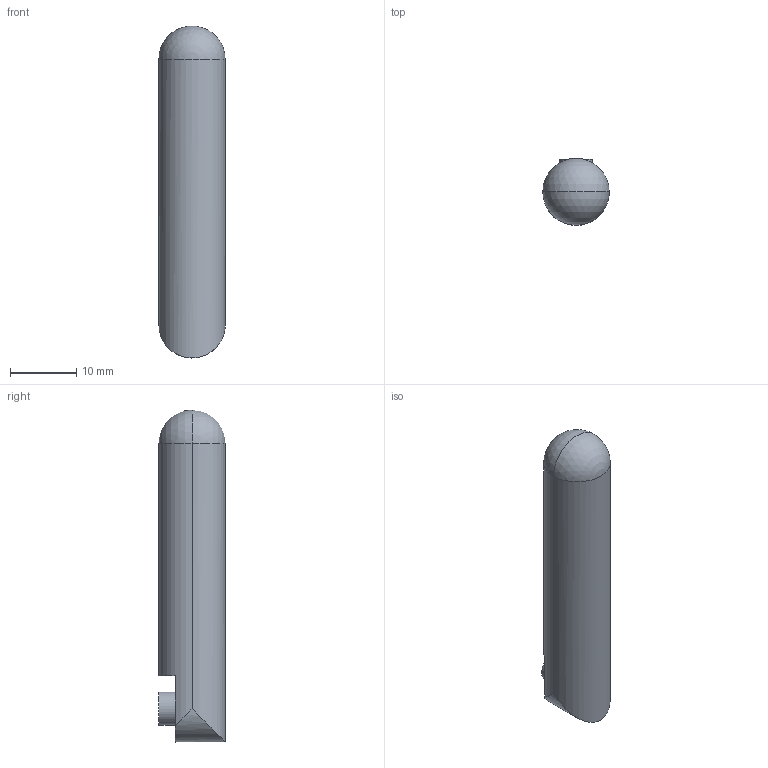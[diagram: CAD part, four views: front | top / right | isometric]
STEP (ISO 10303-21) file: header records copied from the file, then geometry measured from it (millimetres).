
FILE_DESCRIPTION (( 'STEP AP203' ), '1' );
FILE_NAME ('Part3-Assem1_Default_sldprt.STEP', '2025-11-25T22:38:35', ( '' ), ( '' ), 'SwSTEP 2.0', 'SolidWorks 2026', '' );
FILE_SCHEMA (( 'CONFIG_CONTROL_DESIGN' ));
Length unit declared in the file: millimetre
Products named in the file (1): Part3-Assem1_Default_sldprt
Bounding box: 10 x 10 x 50 mm (x, y, z)
Volume: 3639.2 mm3; surface area: 1635.9 mm2
Topology: 1 solids, 1 shells, 10 faces, 24 edges, 15 vertices
Faces by surface type: cylinder 5, plane 3, sphere 2
Entity records: 343 total; most frequent: CARTESIAN_POINT 53, DIRECTION 49, ORIENTED_EDGE 40, AXIS2_PLACEMENT_3D 21, EDGE_CURVE 20, VERTEX_POINT 13, EDGE_LOOP 11, CIRCLE 10
